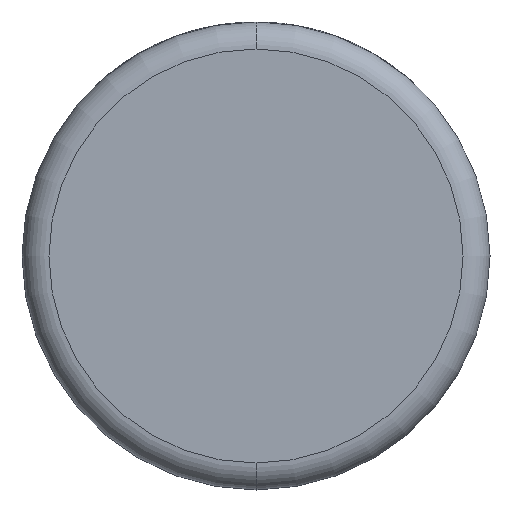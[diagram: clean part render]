
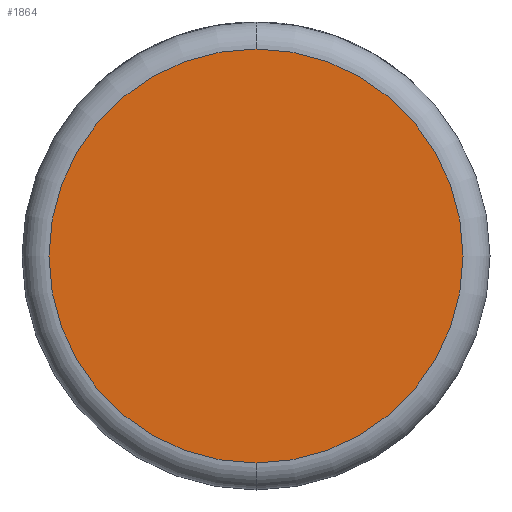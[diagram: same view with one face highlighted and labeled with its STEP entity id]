
A CAD part, front view. The second image highlights one B-rep face of the part: STEP entity #1864.
In plain terms, the highlighted planar face has unit normal (0, -1, 0).
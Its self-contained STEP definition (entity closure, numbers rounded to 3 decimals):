
#277 = EDGE_CURVE ( 'NONE', #3306, #1327, #1980, .T. ) ;
#540 = CIRCLE ( 'NONE', #4783, 11.281 ) ;
#546 = DIRECTION ( 'NONE',  ( 0., 1., 0. ) ) ;
#566 = PLANE ( 'NONE',  #4816 ) ;
#879 = ORIENTED_EDGE ( 'NONE', *, *, #277, .T. ) ;
#1036 = DIRECTION ( 'NONE',  ( 0., 0., 1. ) ) ;
#1062 = CARTESIAN_POINT ( 'NONE',  ( 0., 0., 0. ) ) ;
#1327 = VERTEX_POINT ( 'NONE', #2281 ) ;
#1604 = EDGE_CURVE ( 'NONE', #1327, #3306, #540, .T. ) ;
#1767 = CARTESIAN_POINT ( 'NONE',  ( 0., 0., -11.281 ) ) ;
#1864 = ADVANCED_FACE ( 'NONE', ( #4835 ), #566, .F. ) ;
#1980 = CIRCLE ( 'NONE', #3945, 11.281 ) ;
#2237 = DIRECTION ( 'NONE',  ( 0., 0., 1. ) ) ;
#2281 = CARTESIAN_POINT ( 'NONE',  ( 0., 0., 11.281 ) ) ;
#2376 = CARTESIAN_POINT ( 'NONE',  ( 0., 0., 0. ) ) ;
#2683 = EDGE_LOOP ( 'NONE', ( #4141, #879 ) ) ;
#2999 = DIRECTION ( 'NONE',  ( 0., -1., 0. ) ) ;
#3306 = VERTEX_POINT ( 'NONE', #1767 ) ;
#3666 = DIRECTION ( 'NONE',  ( 0., -1., 0. ) ) ;
#3945 = AXIS2_PLACEMENT_3D ( 'NONE', #4081, #3666, #1036 ) ;
#4081 = CARTESIAN_POINT ( 'NONE',  ( 0., 0., 0. ) ) ;
#4141 = ORIENTED_EDGE ( 'NONE', *, *, #1604, .T. ) ;
#4244 = DIRECTION ( 'NONE',  ( 0., 0., 1. ) ) ;
#4783 = AXIS2_PLACEMENT_3D ( 'NONE', #1062, #2999, #2237 ) ;
#4816 = AXIS2_PLACEMENT_3D ( 'NONE', #2376, #546, #4244 ) ;
#4835 = FACE_OUTER_BOUND ( 'NONE', #2683, .T. ) ;
